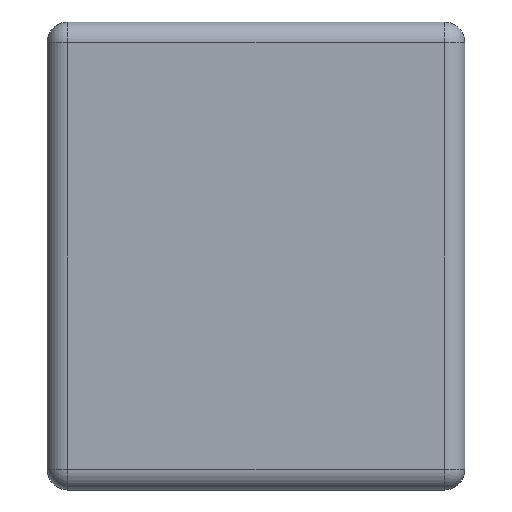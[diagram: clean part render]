
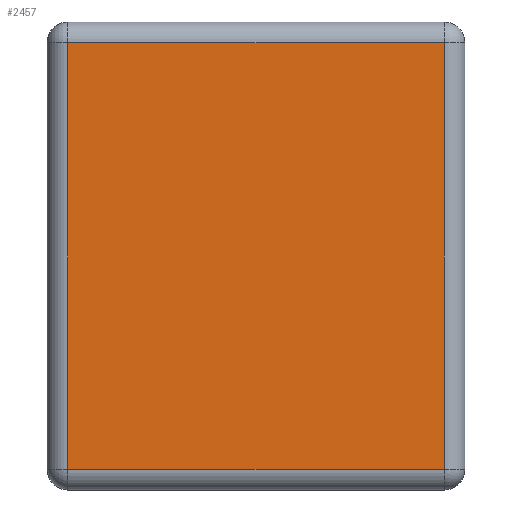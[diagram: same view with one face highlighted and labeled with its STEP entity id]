
A CAD part, left-side view. The second image highlights one B-rep face of the part: STEP entity #2457.
In plain terms, the highlighted planar face has unit normal (-1, 0, 0).
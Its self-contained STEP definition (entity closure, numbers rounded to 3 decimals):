
#157 = LINE ( 'NONE', #1327, #3223 ) ;
#325 = CARTESIAN_POINT ( 'NONE',  ( -0.5, 0., 0.535 ) ) ;
#331 = ORIENTED_EDGE ( 'NONE', *, *, #2840, .T. ) ;
#344 = DIRECTION ( 'NONE',  ( 0., 0., -1. ) ) ;
#390 = EDGE_CURVE ( 'NONE', #2992, #1765, #1229, .T. ) ;
#438 = EDGE_CURVE ( 'NONE', #1765, #1403, #1009, .T. ) ;
#499 = VECTOR ( 'NONE', #2652, 1000. ) ;
#568 = CARTESIAN_POINT ( 'NONE',  ( -0.5, 0.225, 0.535 ) ) ;
#658 = CARTESIAN_POINT ( 'NONE',  ( -0.5, 0., 0.56 ) ) ;
#1009 = LINE ( 'NONE', #1798, #3694 ) ;
#1029 = DIRECTION ( 'NONE',  ( 0., 0., 1. ) ) ;
#1229 = LINE ( 'NONE', #325, #499 ) ;
#1327 = CARTESIAN_POINT ( 'NONE',  ( -0.5, -0.225, 0.56 ) ) ;
#1403 = VERTEX_POINT ( 'NONE', #2271 ) ;
#1448 = LINE ( 'NONE', #2368, #2394 ) ;
#1765 = VERTEX_POINT ( 'NONE', #568 ) ;
#1773 = CARTESIAN_POINT ( 'NONE',  ( -0.5, -0.225, 0.535 ) ) ;
#1798 = CARTESIAN_POINT ( 'NONE',  ( -0.5, 0.225, 0. ) ) ;
#2073 = PLANE ( 'NONE',  #3529 ) ;
#2159 = EDGE_LOOP ( 'NONE', ( #3594, #3681, #2181, #331 ) ) ;
#2181 = ORIENTED_EDGE ( 'NONE', *, *, #3317, .T. ) ;
#2226 = CARTESIAN_POINT ( 'NONE',  ( -0.5, -0.225, 0.025 ) ) ;
#2271 = CARTESIAN_POINT ( 'NONE',  ( -0.5, 0.225, 0.025 ) ) ;
#2308 = DIRECTION ( 'NONE',  ( 0., -1., 0. ) ) ;
#2368 = CARTESIAN_POINT ( 'NONE',  ( -0.5, -0.25, 0.025 ) ) ;
#2394 = VECTOR ( 'NONE', #2308, 1000. ) ;
#2457 = ADVANCED_FACE ( 'NONE', ( #2969 ), #2073, .T. ) ;
#2589 = VERTEX_POINT ( 'NONE', #2226 ) ;
#2652 = DIRECTION ( 'NONE',  ( 0., 1., 0. ) ) ;
#2840 = EDGE_CURVE ( 'NONE', #2589, #2992, #157, .T. ) ;
#2929 = DIRECTION ( 'NONE',  ( -1., 0., 0. ) ) ;
#2969 = FACE_OUTER_BOUND ( 'NONE', #2159, .T. ) ;
#2992 = VERTEX_POINT ( 'NONE', #1773 ) ;
#3223 = VECTOR ( 'NONE', #1029, 1000. ) ;
#3317 = EDGE_CURVE ( 'NONE', #1403, #2589, #1448, .T. ) ;
#3527 = DIRECTION ( 'NONE',  ( 0., 0., 1. ) ) ;
#3529 = AXIS2_PLACEMENT_3D ( 'NONE', #658, #2929, #3527 ) ;
#3594 = ORIENTED_EDGE ( 'NONE', *, *, #390, .T. ) ;
#3681 = ORIENTED_EDGE ( 'NONE', *, *, #438, .T. ) ;
#3694 = VECTOR ( 'NONE', #344, 1000. ) ;
